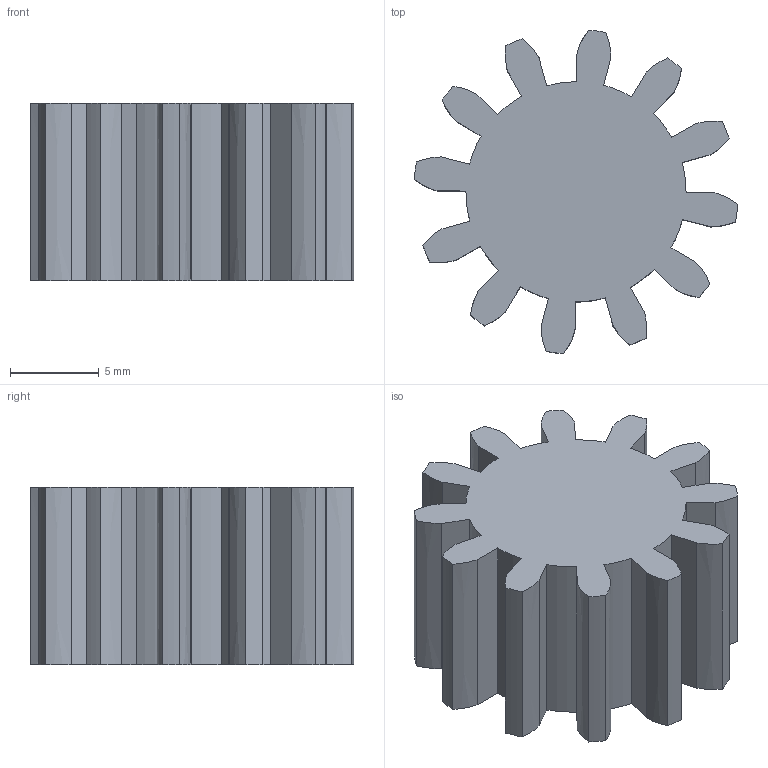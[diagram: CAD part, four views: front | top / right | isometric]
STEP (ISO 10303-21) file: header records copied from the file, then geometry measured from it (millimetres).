
FILE_DESCRIPTION((''),'2;1');
FILE_NAME('SUN_NO_3','2021-02-16T08:59:24',('TINH LE'),(''),'CREO PARAMETRIC BY PTC INC, 2020154','CREO PARAMETRIC BY PTC INC, 2020154','');
FILE_SCHEMA(('CONFIG_CONTROL_DESIGN'));
Length unit declared in the file: millimetre
Products named in the file (1): SUN_NO_3
Bounding box: 18.18 x 18.18 x 10 mm (x, y, z)
Volume: 1783.3 mm3; surface area: 1417.6 mm2
Topology: 1 solids, 1 shells, 86 faces, 252 edges, 168 vertices
Faces by surface type: cylinder 36, plane 26, extrusion 24
Entity records: 3098 total; most frequent: CARTESIAN_POINT 794, ORIENTED_EDGE 504, DIRECTION 424, EDGE_CURVE 252, VERTEX_POINT 168, VECTOR 156, AXIS2_PLACEMENT_3D 134, LINE 132
